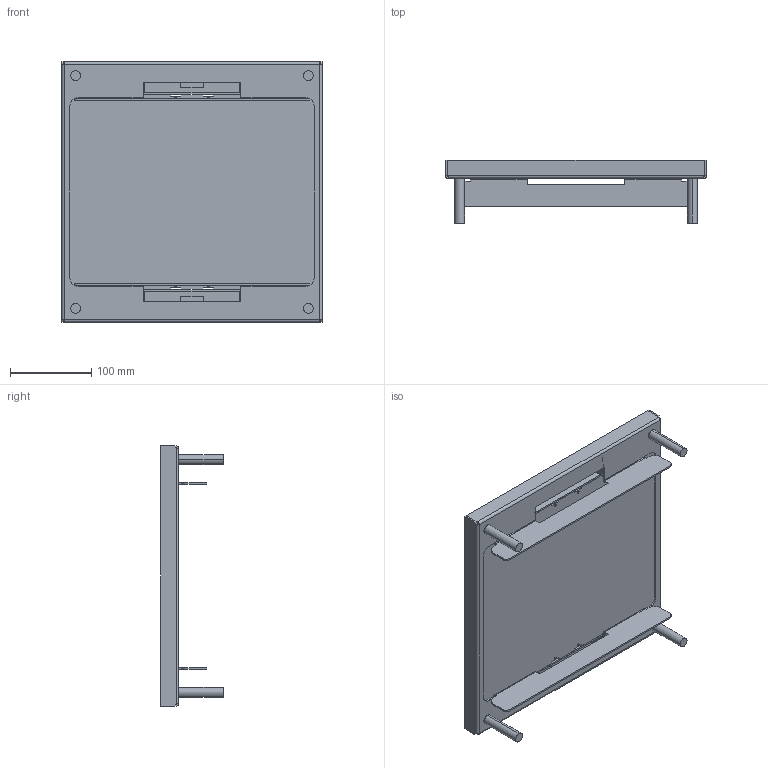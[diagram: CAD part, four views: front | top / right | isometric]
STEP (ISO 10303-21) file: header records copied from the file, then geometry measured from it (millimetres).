
FILE_DESCRIPTION((''),'2;1');
FILE_NAME('EKQ160LE15_ASM','2024-02-29T11:37:52',('goergem'),(''),'CREO PARAMETRIC BY PTC INC, 2022281','CREO PARAMETRIC BY PTC INC, 2022281','');
FILE_SCHEMA(('AUTOMOTIVE_DESIGN { 1 0 10303 214 1 1 1 1 }'));
Length unit declared in the file: millimetre
Products named in the file (11): T-00644_1; U09001_1; T-00833_ASM_1_ASM; T-00651_1; T-00622S_1; T-00621S_1; T-00724S_1; T-00782S_ASM_1_ASM; T-00882_ASM_1_ASM; T-00955_ASM_1_ASM; EKQ160LE15_ASM
Assembly tree (14 placements, depth 5):
  EKQ160LE15_ASM
    T-00955_ASM_1_ASM
      T-00833_ASM_1_ASM
        T-00644_1
        U09001_1  x4
      T-00882_ASM_1_ASM
        T-00651_1
        T-00782S_ASM_1_ASM  x2
          T-00622S_1
          T-00621S_1
          T-00724S_1
Bounding box: 320 x 77 x 320 mm (x, y, z)
Volume: 392190.3 mm3; surface area: 408392.6 mm2
Topology: 8 solids, 12 shells, 334 faces, 856 edges, 556 vertices
Faces by surface type: plane 268, cylinder 66
Entity records: 17525 total; most frequent: DIRECTION 2451, CARTESIAN_POINT 2154, ORIENTED_EDGE 1354, AXIS2_PLACEMENT_3D 821, PROPERTY_DEFINITION 795, REPRESENTATION 789, PROPERTY_DEFINITION_REPRESENTATION 789, EDGE_CURVE 677
